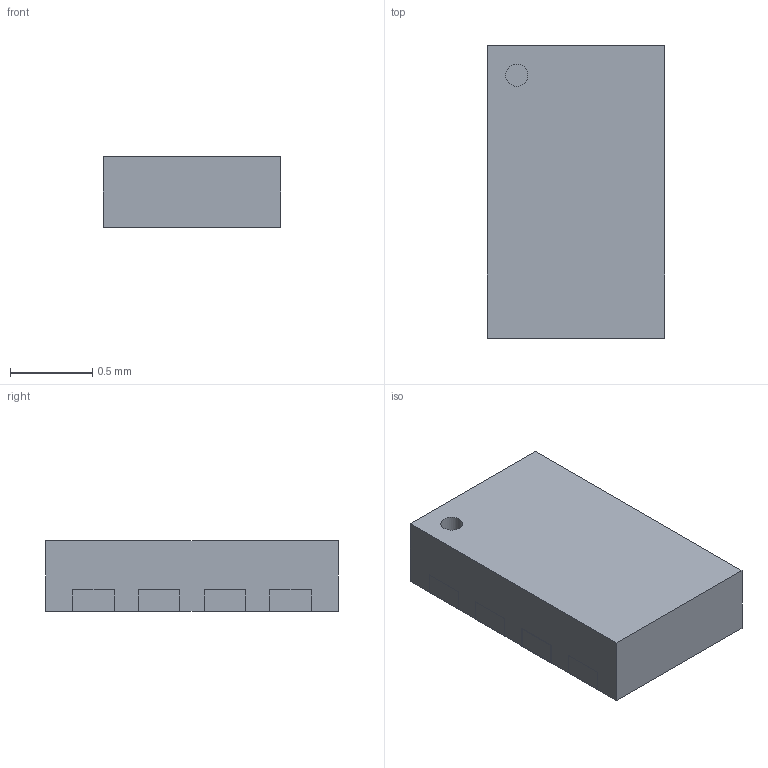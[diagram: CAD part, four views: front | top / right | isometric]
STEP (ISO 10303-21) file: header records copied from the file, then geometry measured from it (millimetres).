
FILE_DESCRIPTION(/* description */ (''),/* implementation_level */ '2;1');
FILE_NAME(/* name */ 'XFDFN-6_1.7x1.0mm.step',/* time_stamp */ '2022-01-22T16:37:23-05:00',/* author */ (''),/* organization */ (''),/* preprocessor_version */ 'ST-DEVELOPER v18.1',/* originating_system */ 'Autodesk Translation Framework v10.13.0.1454',/* authorisation */ '');
FILE_SCHEMA (('AUTOMOTIVE_DESIGN { 1 0 10303 214 3 1 1 }'));
Length unit declared in the file: millimetre
Products named in the file (1): XFDFN-6_1.7x1.0mm
Bounding box: 1.08 x 1.78 x 0.43 mm (x, y, z)
Volume: 0.8 mm3; surface area: 7.6 mm2
Topology: 7 solids, 7 shells, 92 faces, 183 edges, 106 vertices
Faces by surface type: plane 91, cylinder 1
Full cylindrical faces by diameter (mm): 0.135 x1
Entity records: 2314 total; most frequent: CARTESIAN_POINT 382, DIRECTION 371, ORIENTED_EDGE 366, EDGE_CURVE 183, LINE 181, VECTOR 181, VERTEX_POINT 106, AXIS2_PLACEMENT_3D 95
